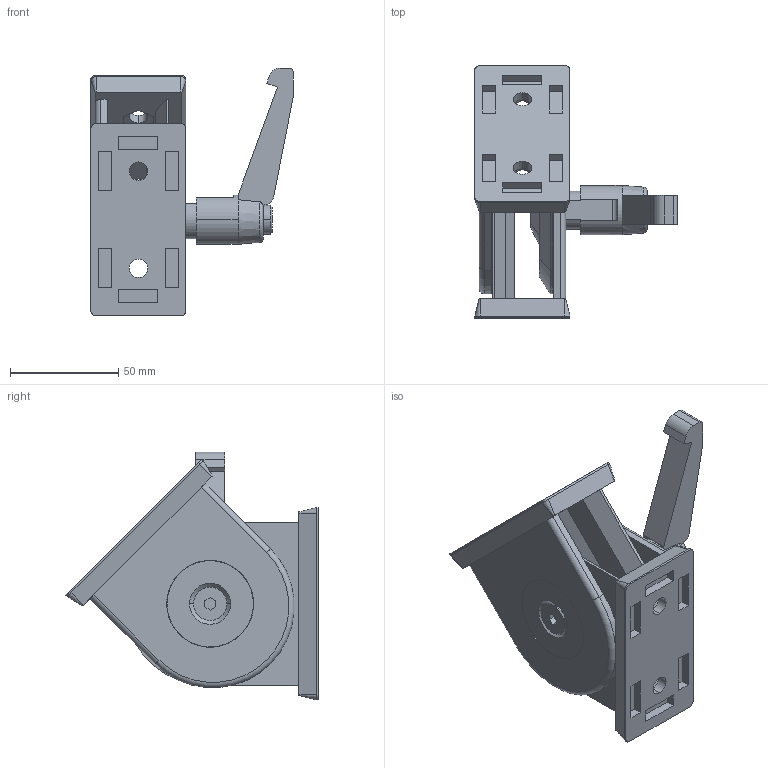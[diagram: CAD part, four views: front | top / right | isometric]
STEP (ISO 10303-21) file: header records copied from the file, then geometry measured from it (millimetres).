
FILE_DESCRIPTION((''),'2;1');
FILE_NAME('11128_ZGLOB_AL_45X90_ROC_ASM','2022-09-16T13:51:33',('PredragRovcanin'),('Audax d.o.o.'),'CREO PARAMETRIC BY PTC INC, 2020281','CREO PARAMETRIC BY PTC INC, 2020281','');
FILE_SCHEMA(('AUTOMOTIVE_DESIGN { 1 0 10303 214 1 1 1 1 }'));
Length unit declared in the file: millimetre
Products named in the file (7): 11128_ZGLOB_AL_45X90_ROC_A; 11128_ZGLOB_AL_45X90_ROC_B; 11128_ZGLOB_AL_45X90_ROC_F; 11128_ZGLOB_AL_45X90_ROC_C; 11128_ZGLOB_AL_45X90_ROC_D; 11128_ZGLOB_AL_45X90_ROC_E; 11128_ZGLOB_AL_45X90_ROC_ASM
Assembly tree (8 placements, depth 2):
  11128_ZGLOB_AL_45X90_ROC_ASM
    11128_ZGLOB_AL_45X90_ROC_A  x2
    11128_ZGLOB_AL_45X90_ROC_B  x2
    11128_ZGLOB_AL_45X90_ROC_F
    11128_ZGLOB_AL_45X90_ROC_C
    11128_ZGLOB_AL_45X90_ROC_D
    11128_ZGLOB_AL_45X90_ROC_E
Bounding box: 93.57 x 116.82 x 114.7 mm (x, y, z)
Volume: 207657.2 mm3; surface area: 89328.3 mm2
Topology: 8 solids, 11 shells, 366 faces, 935 edges, 671 vertices
Faces by surface type: plane 227, cylinder 115, cone 21, torus 3
Entity records: 11793 total; most frequent: DIRECTION 1307, CARTESIAN_POINT 1283, ORIENTED_EDGE 1114, PRESENTATION_STYLE_ASSIGNMENT 767, STYLED_ITEM 767, CURVE_STYLE 597, EDGE_CURVE 559, AXIS2_PLACEMENT_3D 459
